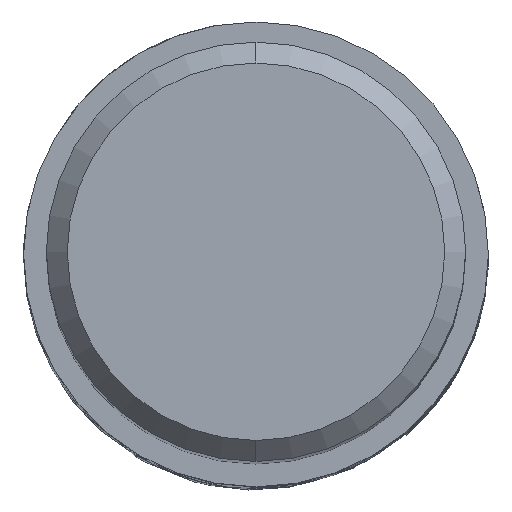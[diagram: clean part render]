
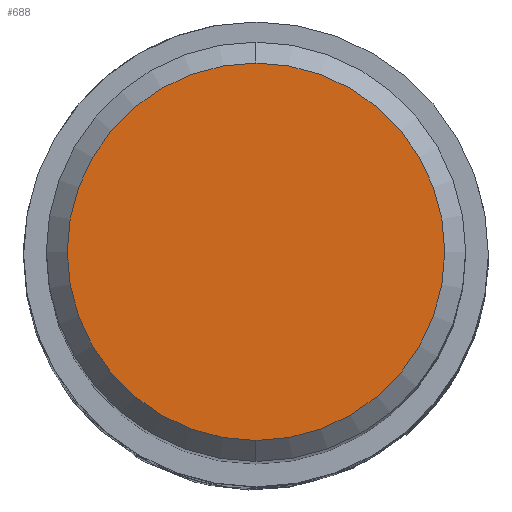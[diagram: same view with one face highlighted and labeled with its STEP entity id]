
A CAD part, top view. The second image highlights one B-rep face of the part: STEP entity #688.
In plain terms, the highlighted planar face has unit normal (0, 0, 1).
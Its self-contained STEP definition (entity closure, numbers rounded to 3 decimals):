
#538=EDGE_CURVE('',#660,#744,#1096,.T.);
#642=EDGE_CURVE('',#744,#660,#1206,.T.);
#660=VERTEX_POINT('',#1224);
#688=ADVANCED_FACE('',(#1253),#1254,.T.);
#744=VERTEX_POINT('',#1320);
#1096=CIRCLE('',#3243,5.4);
#1206=CIRCLE('',#3670,5.4);
#1224=CARTESIAN_POINT('',(0.0,5.4,0.0));
#1253=FACE_OUTER_BOUND('',#3838,.T.);
#1254=PLANE('',#3839);
#1320=CARTESIAN_POINT('',(0.,-5.4,0.0));
#3243=AXIS2_PLACEMENT_3D('',#5426,#5427,#5428);
#3670=AXIS2_PLACEMENT_3D('',#5509,#5510,#5511);
#3838=EDGE_LOOP('',(#5555,#5556));
#3839=AXIS2_PLACEMENT_3D('',#5557,#5558,#5559);
#5426=CARTESIAN_POINT('',(0.0,0.0,0.0));
#5427=DIRECTION('',(0.0,0.0,-1.0));
#5428=DIRECTION('',(0.0,1.0,0.0));
#5509=CARTESIAN_POINT('',(0.0,0.0,0.0));
#5510=DIRECTION('',(0.0,0.0,-1.0));
#5511=DIRECTION('',(0.0,1.0,0.0));
#5555=ORIENTED_EDGE('',*,*,#538,.F.);
#5556=ORIENTED_EDGE('',*,*,#642,.F.);
#5557=CARTESIAN_POINT('',(0.0,2.7,0.0));
#5558=DIRECTION('',(-0.0,0.0,1.0));
#5559=DIRECTION('',(0.0,-1.0,0.0));
